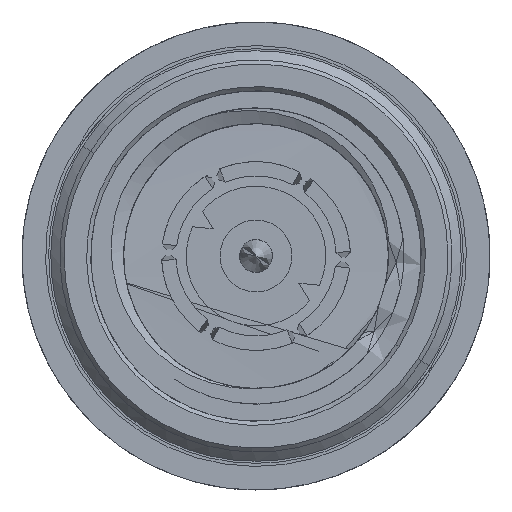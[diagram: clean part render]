
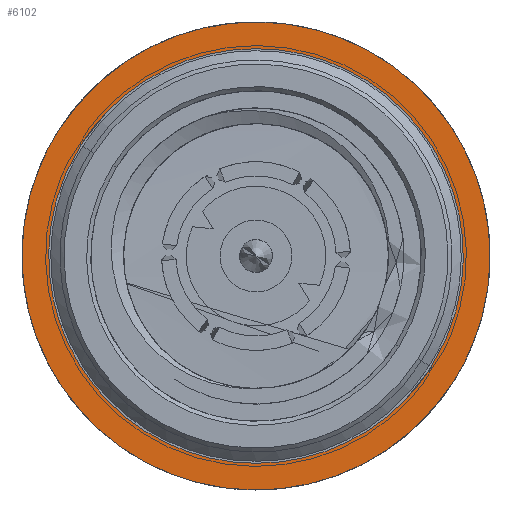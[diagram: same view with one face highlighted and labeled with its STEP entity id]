
A CAD part, left-side view. The second image highlights one B-rep face of the part: STEP entity #6102.
In plain terms, the highlighted planar face has unit normal (-1, 0, 0).
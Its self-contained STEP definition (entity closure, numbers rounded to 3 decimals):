
#78 = CARTESIAN_POINT ( 'NONE',  ( -13., -0.48, 11.487 ) ) ;
#222 = CARTESIAN_POINT ( 'NONE',  ( -13., -9.725, -3.031 ) ) ;
#450 = CARTESIAN_POINT ( 'NONE',  ( -13., -6.896, -7.497 ) ) ;
#527 = CARTESIAN_POINT ( 'NONE',  ( -13., 10.177, 0.426 ) ) ;
#847 = ORIENTED_EDGE ( 'NONE', *, *, #2474, .F. ) ;
#864 = CARTESIAN_POINT ( 'NONE',  ( -13., -10.18, 5.343 ) ) ;
#902 = CARTESIAN_POINT ( 'NONE',  ( -13., -9.63, -6.1 ) ) ;
#961 = EDGE_LOOP ( 'NONE', ( #847, #7324 ) ) ;
#966 = CARTESIAN_POINT ( 'NONE',  ( -13., -8.532, -5.405 ) ) ;
#1005 = CARTESIAN_POINT ( 'NONE',  ( -13., 5.343, 10.18 ) ) ;
#1113 = CARTESIAN_POINT ( 'NONE',  ( -13., 7.825, 6.522 ) ) ;
#1334 = EDGE_CURVE ( 'NONE', #5045, #7428, #7490, .T. ) ;
#1606 = CARTESIAN_POINT ( 'NONE',  ( -13., 11.45, -1.04 ) ) ;
#1676 = CARTESIAN_POINT ( 'NONE',  ( -13., 4.84, -10.429 ) ) ;
#1703 = AXIS2_PLACEMENT_3D ( 'NONE', #3519, #7789, #8692 ) ;
#1718 = CARTESIAN_POINT ( 'NONE',  ( -13., -10.797, 3.952 ) ) ;
#1754 = CARTESIAN_POINT ( 'NONE',  ( -13., -11.45, 1.04 ) ) ;
#1929 = CARTESIAN_POINT ( 'NONE',  ( -13., -3.031, 9.725 ) ) ;
#1964 = CARTESIAN_POINT ( 'NONE',  ( -13., 4.733, 9.02 ) ) ;
#2031 = VERTEX_POINT ( 'NONE', #7076 ) ;
#2237 = CARTESIAN_POINT ( 'NONE',  ( -13., -7.825, -6.522 ) ) ;
#2448 = CARTESIAN_POINT ( 'NONE',  ( -13., 11.487, 0.48 ) ) ;
#2474 = EDGE_CURVE ( 'NONE', #2031, #8562, #8468, .T. ) ;
#2561 = CARTESIAN_POINT ( 'NONE',  ( -13., -10.977, -3.421 ) ) ;
#2732 = CARTESIAN_POINT ( 'NONE',  ( -13., -9.24, -4.288 ) ) ;
#2769 = CARTESIAN_POINT ( 'NONE',  ( -13., 3.502, 9.565 ) ) ;
#2807 = CARTESIAN_POINT ( 'NONE',  ( -13., -10.177, -0.426 ) ) ;
#2960 = CARTESIAN_POINT ( 'NONE',  ( -13., 9.725, 3.031 ) ) ;
#3072 = CARTESIAN_POINT ( 'NONE',  ( -13., 9.565, -3.502 ) ) ;
#3319 = CARTESIAN_POINT ( 'NONE',  ( -13., 10.429, 4.84 ) ) ;
#3519 = CARTESIAN_POINT ( 'NONE',  ( -13., -5.405, 8.532 ) ) ;
#3543 = CARTESIAN_POINT ( 'NONE',  ( -13., 1.04, 11.45 ) ) ;
#3551 = CARTESIAN_POINT ( 'NONE',  ( -13., -9.565, 3.502 ) ) ;
#3608 = B_SPLINE_CURVE_WITH_KNOTS ( 'NONE', 3,
 ( #8657, #2732, #222, #2807, #4392, #3551, #6993, #8727, #7026, #4363, #1929, #7853, #10419, #2769, #1964, #5325, #1113, #3655 ),
 .UNSPECIFIED., .F., .F.,
 ( 4, 2, 2, 2, 2, 2, 2, 2, 4 ),
 ( 0., 0.125, 0.25, 0.375, 0.5, 0.625, 0.75, 0.875, 1. ),
 .UNSPECIFIED. ) ;
#3655 = CARTESIAN_POINT ( 'NONE',  ( -13., 8.532, 5.405 ) ) ;
#4133 = CARTESIAN_POINT ( 'NONE',  ( -13., -1.04, -11.45 ) ) ;
#4167 = CARTESIAN_POINT ( 'NONE',  ( -13., 10.797, -3.952 ) ) ;
#4192 = CARTESIAN_POINT ( 'NONE',  ( -13., -9.63, -6.1 ) ) ;
#4244 = CARTESIAN_POINT ( 'NONE',  ( -13., -10.429, -4.84 ) ) ;
#4363 = CARTESIAN_POINT ( 'NONE',  ( -13., -4.288, 9.24 ) ) ;
#4384 = CARTESIAN_POINT ( 'NONE',  ( -13., -4.84, 10.429 ) ) ;
#4392 = CARTESIAN_POINT ( 'NONE',  ( -13., -10.144, 0.922 ) ) ;
#4438 = FACE_BOUND ( 'NONE', #961, .T. ) ;
#4613 = CARTESIAN_POINT ( 'NONE',  ( -13., 4.288, -9.24 ) ) ;
#4718 = CARTESIAN_POINT ( 'NONE',  ( -13., -7.783, -8.462 ) ) ;
#4729 = CARTESIAN_POINT ( 'NONE',  ( -13., 10.144, -0.922 ) ) ;
#4951 = CARTESIAN_POINT ( 'NONE',  ( -13., -3.952, -10.797 ) ) ;
#5045 = VERTEX_POINT ( 'NONE', #10705 ) ;
#5060 = CARTESIAN_POINT ( 'NONE',  ( -13., 7.361, -8.832 ) ) ;
#5118 = FACE_OUTER_BOUND ( 'NONE', #9543, .T. ) ;
#5250 = CARTESIAN_POINT ( 'NONE',  ( -13., -7.361, 8.832 ) ) ;
#5257 = PLANE ( 'NONE',  #1703 ) ;
#5325 = CARTESIAN_POINT ( 'NONE',  ( -13., 6.896, 7.497 ) ) ;
#5521 = CARTESIAN_POINT ( 'NONE',  ( -13., -4.733, -9.02 ) ) ;
#5773 = CARTESIAN_POINT ( 'NONE',  ( -13., 9.63, 6.1 ) ) ;
#5922 = CARTESIAN_POINT ( 'NONE',  ( -13., -8.462, 7.783 ) ) ;
#6102 = ADVANCED_FACE ( 'NONE', ( #5118, #4438 ), #5257, .F. ) ;
#6162 = EDGE_CURVE ( 'NONE', #8562, #2031, #3608, .T. ) ;
#6365 = CARTESIAN_POINT ( 'NONE',  ( -13., -8.532, -5.405 ) ) ;
#6654 = EDGE_CURVE ( 'NONE', #7428, #5045, #7089, .T. ) ;
#6922 = CARTESIAN_POINT ( 'NONE',  ( -13., 3.952, 10.797 ) ) ;
#6993 = CARTESIAN_POINT ( 'NONE',  ( -13., -9.02, 4.733 ) ) ;
#7026 = CARTESIAN_POINT ( 'NONE',  ( -13., -6.522, 7.825 ) ) ;
#7076 = CARTESIAN_POINT ( 'NONE',  ( -13., 8.532, 5.405 ) ) ;
#7089 = B_SPLINE_CURVE_WITH_KNOTS ( 'NONE', 3,
 ( #7182, #9801, #4718, #7486, #4951, #4133, #9293, #10023, #1676, #5060, #8355, #7448, #4167, #1606, #2448, #7599, #3319, #5773 ),
 .UNSPECIFIED., .F., .F.,
 ( 4, 2, 2, 2, 2, 2, 2, 2, 4 ),
 ( 0., 0.125, 0.25, 0.375, 0.5, 0.625, 0.75, 0.875, 1. ),
 .UNSPECIFIED. ) ;
#7182 = CARTESIAN_POINT ( 'NONE',  ( -13., -9.63, -6.1 ) ) ;
#7324 = ORIENTED_EDGE ( 'NONE', *, *, #6162, .F. ) ;
#7428 = VERTEX_POINT ( 'NONE', #4192 ) ;
#7448 = CARTESIAN_POINT ( 'NONE',  ( -13., 10.18, -5.343 ) ) ;
#7486 = CARTESIAN_POINT ( 'NONE',  ( -13., -5.343, -10.18 ) ) ;
#7490 = B_SPLINE_CURVE_WITH_KNOTS ( 'NONE', 3,
 ( #10306, #8547, #8615, #1005, #6922, #3543, #78, #9469, #4384, #5250, #5922, #864, #1718, #1754, #7636, #2561, #4244, #902 ),
 .UNSPECIFIED., .F., .F.,
 ( 4, 2, 2, 2, 2, 2, 2, 2, 4 ),
 ( 0., 0.125, 0.25, 0.375, 0.5, 0.625, 0.75, 0.875, 1. ),
 .UNSPECIFIED. ) ;
#7599 = CARTESIAN_POINT ( 'NONE',  ( -13., 10.977, 3.421 ) ) ;
#7636 = CARTESIAN_POINT ( 'NONE',  ( -13., -11.487, -0.48 ) ) ;
#7789 = DIRECTION ( 'NONE',  ( 1., 0., 0. ) ) ;
#7853 = CARTESIAN_POINT ( 'NONE',  ( -13., -0.426, 10.177 ) ) ;
#8183 = CARTESIAN_POINT ( 'NONE',  ( -13., 9.02, -4.733 ) ) ;
#8243 = ORIENTED_EDGE ( 'NONE', *, *, #6654, .F. ) ;
#8355 = CARTESIAN_POINT ( 'NONE',  ( -13., 8.462, -7.783 ) ) ;
#8468 = B_SPLINE_CURVE_WITH_KNOTS ( 'NONE', 3,
 ( #10620, #9777, #2960, #527, #4729, #3072, #8183, #9700, #8882, #4613, #9738, #10544, #10582, #9001, #5521, #450, #2237, #6365 ),
 .UNSPECIFIED., .F., .F.,
 ( 4, 2, 2, 2, 2, 2, 2, 2, 4 ),
 ( 0., 0.125, 0.25, 0.375, 0.5, 0.625, 0.75, 0.875, 1. ),
 .UNSPECIFIED. ) ;
#8547 = CARTESIAN_POINT ( 'NONE',  ( -13., 8.832, 7.361 ) ) ;
#8562 = VERTEX_POINT ( 'NONE', #966 ) ;
#8615 = CARTESIAN_POINT ( 'NONE',  ( -13., 7.783, 8.462 ) ) ;
#8657 = CARTESIAN_POINT ( 'NONE',  ( -13., -8.532, -5.405 ) ) ;
#8692 = DIRECTION ( 'NONE',  ( 0., 1., 0. ) ) ;
#8727 = CARTESIAN_POINT ( 'NONE',  ( -13., -7.497, 6.896 ) ) ;
#8882 = CARTESIAN_POINT ( 'NONE',  ( -13., 6.522, -7.825 ) ) ;
#9001 = CARTESIAN_POINT ( 'NONE',  ( -13., -3.502, -9.565 ) ) ;
#9218 = ORIENTED_EDGE ( 'NONE', *, *, #1334, .F. ) ;
#9293 = CARTESIAN_POINT ( 'NONE',  ( -13., 0.48, -11.487 ) ) ;
#9469 = CARTESIAN_POINT ( 'NONE',  ( -13., -3.421, 10.977 ) ) ;
#9543 = EDGE_LOOP ( 'NONE', ( #8243, #9218 ) ) ;
#9700 = CARTESIAN_POINT ( 'NONE',  ( -13., 7.497, -6.896 ) ) ;
#9738 = CARTESIAN_POINT ( 'NONE',  ( -13., 3.031, -9.725 ) ) ;
#9777 = CARTESIAN_POINT ( 'NONE',  ( -13., 9.24, 4.288 ) ) ;
#9801 = CARTESIAN_POINT ( 'NONE',  ( -13., -8.832, -7.361 ) ) ;
#10023 = CARTESIAN_POINT ( 'NONE',  ( -13., 3.421, -10.977 ) ) ;
#10306 = CARTESIAN_POINT ( 'NONE',  ( -13., 9.63, 6.1 ) ) ;
#10419 = CARTESIAN_POINT ( 'NONE',  ( -13., 0.922, 10.144 ) ) ;
#10544 = CARTESIAN_POINT ( 'NONE',  ( -13., 0.426, -10.177 ) ) ;
#10582 = CARTESIAN_POINT ( 'NONE',  ( -13., -0.922, -10.144 ) ) ;
#10620 = CARTESIAN_POINT ( 'NONE',  ( -13., 8.532, 5.405 ) ) ;
#10705 = CARTESIAN_POINT ( 'NONE',  ( -13., 9.63, 6.1 ) ) ;
